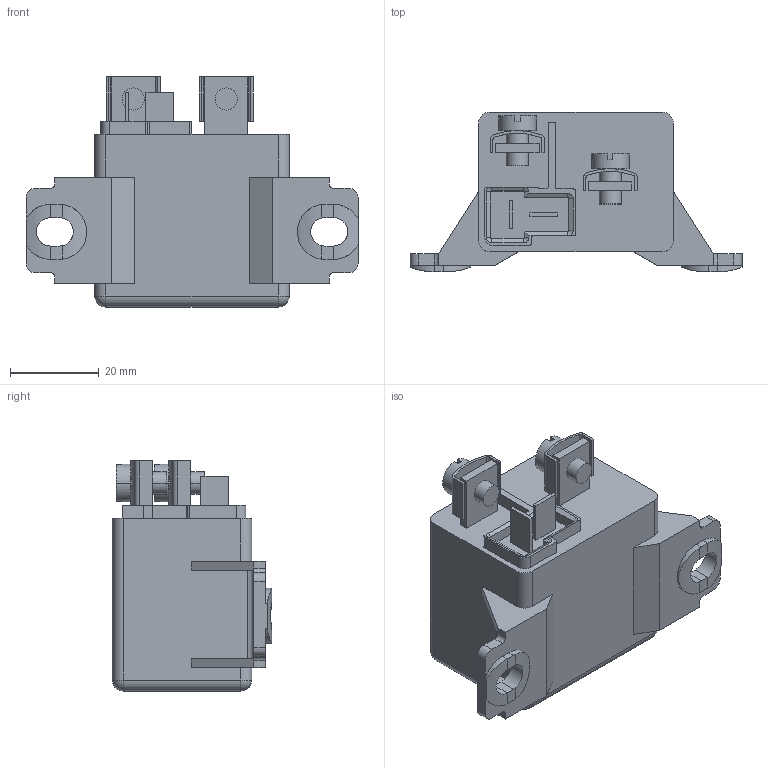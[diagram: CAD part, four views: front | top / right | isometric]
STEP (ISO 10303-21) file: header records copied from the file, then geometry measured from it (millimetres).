
FILE_DESCRIPTION((''),'2;1');
FILE_NAME('C-1904000-1','2015-03-27T',('workeradm'),('Tyco Electronics Ltd.'),'PRO/ENGINEER BY PARAMETRIC TECHNOLOGY CORPORATION, 2014090','PRO/ENGINEER BY PARAMETRIC TECHNOLOGY CORPORATION, 2014090','');
FILE_SCHEMA(('AUTOMOTIVE_DESIGN { 1 0 10303 214 1 1 1 1 }'));
Length unit declared in the file: millimetre
Products named in the file (1): C-1904000-1
Bounding box: 75 x 36 x 52 mm (x, y, z)
Volume: 58592.6 mm3; surface area: 13246.4 mm2
Topology: 1 solids, 1 shells, 216 faces, 561 edges, 360 vertices
Faces by surface type: plane 126, cylinder 80, cone 6, sphere 4
Entity records: 6975 total; most frequent: CARTESIAN_POINT 1415, DIRECTION 1123, ORIENTED_EDGE 1122, EDGE_CURVE 561, VECTOR 383, LINE 383, AXIS2_PLACEMENT_3D 370, VERTEX_POINT 360
